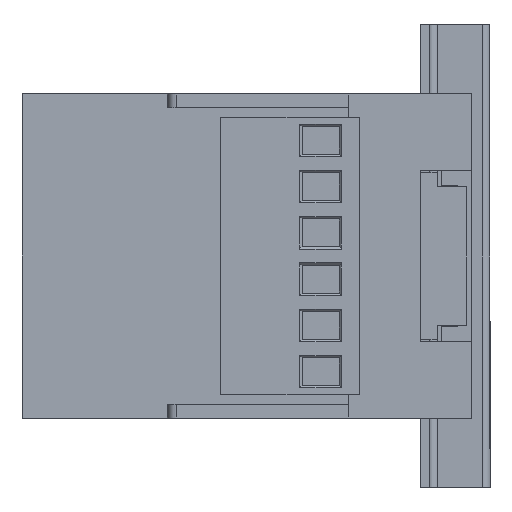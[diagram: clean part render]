
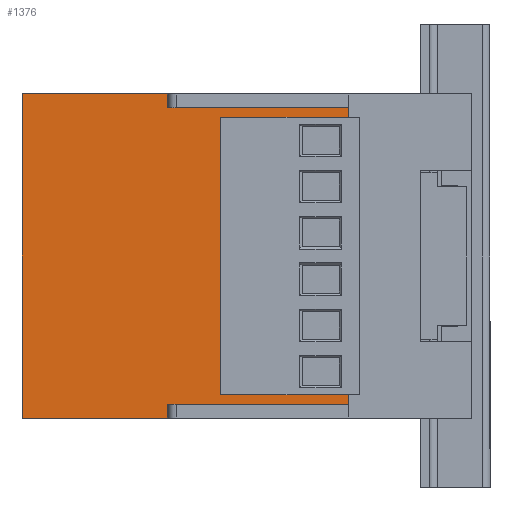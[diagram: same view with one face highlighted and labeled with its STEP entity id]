
A CAD part, left-side view. The second image highlights one B-rep face of the part: STEP entity #1376.
In plain terms, the highlighted face is planar.
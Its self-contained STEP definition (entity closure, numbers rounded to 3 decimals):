
#487 = DIRECTION ( 'NONE',  ( 0., 1., 0. ) ) ;
#680 = VECTOR ( 'NONE', #14963, 1000. ) ;
#1172 = VECTOR ( 'NONE', #487, 1000. ) ;
#1376 = ADVANCED_FACE ( 'NONE', ( #9408 ), #12836, .F. ) ;
#1560 = EDGE_CURVE ( 'NONE', #4605, #7543, #9965, .T. ) ;
#1662 = CARTESIAN_POINT ( 'NONE',  ( 40., 0., -16. ) ) ;
#2269 = CARTESIAN_POINT ( 'NONE',  ( 40., 19.6, 17.5 ) ) ;
#2314 = CARTESIAN_POINT ( 'NONE',  ( 40., 19.6, 17.5 ) ) ;
#2413 = CARTESIAN_POINT ( 'NONE',  ( 40., 19.6, -17.5 ) ) ;
#2644 = EDGE_CURVE ( 'NONE', #15088, #22568, #3143, .T. ) ;
#2870 = CARTESIAN_POINT ( 'NONE',  ( 40., -32.035, 16. ) ) ;
#2951 = DIRECTION ( 'NONE',  ( 0., 0., -1. ) ) ;
#3143 = LINE ( 'NONE', #7691, #1172 ) ;
#3487 = AXIS2_PLACEMENT_3D ( 'NONE', #12755, #9177, #20177 ) ;
#4046 = ORIENTED_EDGE ( 'NONE', *, *, #10074, .F. ) ;
#4356 = CARTESIAN_POINT ( 'NONE',  ( 40., 0., 16. ) ) ;
#4605 = VERTEX_POINT ( 'NONE', #4356 ) ;
#4724 = VECTOR ( 'NONE', #17773, 1000. ) ;
#5862 = EDGE_LOOP ( 'NONE', ( #4046, #10662, #12555, #9546, #18191, #7331, #17680, #20212 ) ) ;
#6044 = LINE ( 'NONE', #2413, #6602 ) ;
#6602 = VECTOR ( 'NONE', #9496, 1000. ) ;
#6804 = LINE ( 'NONE', #2269, #14740 ) ;
#6864 = CARTESIAN_POINT ( 'NONE',  ( 40., 19.6, -17.5 ) ) ;
#7331 = ORIENTED_EDGE ( 'NONE', *, *, #8405, .T. ) ;
#7543 = VERTEX_POINT ( 'NONE', #1662 ) ;
#7691 = CARTESIAN_POINT ( 'NONE',  ( 40., 19.6, 17.5 ) ) ;
#8405 = EDGE_CURVE ( 'NONE', #18996, #21909, #6044, .T. ) ;
#9177 = DIRECTION ( 'NONE',  ( -1., 0., 0. ) ) ;
#9408 = FACE_OUTER_BOUND ( 'NONE', #5862, .T. ) ;
#9496 = DIRECTION ( 'NONE',  ( 0., 1., 0. ) ) ;
#9546 = ORIENTED_EDGE ( 'NONE', *, *, #10947, .T. ) ;
#9597 = CARTESIAN_POINT ( 'NONE',  ( 40., 19.6, -16. ) ) ;
#9965 = LINE ( 'NONE', #17119, #18147 ) ;
#10074 = EDGE_CURVE ( 'NONE', #15074, #15088, #6804, .T. ) ;
#10340 = DIRECTION ( 'NONE',  ( 0., 1., 0. ) ) ;
#10662 = ORIENTED_EDGE ( 'NONE', *, *, #18312, .F. ) ;
#10947 = EDGE_CURVE ( 'NONE', #7543, #17559, #22594, .T. ) ;
#11394 = EDGE_CURVE ( 'NONE', #18996, #17559, #16861, .T. ) ;
#11663 = CARTESIAN_POINT ( 'NONE',  ( 40., 35.3, 17.5 ) ) ;
#12555 = ORIENTED_EDGE ( 'NONE', *, *, #1560, .T. ) ;
#12755 = CARTESIAN_POINT ( 'NONE',  ( 40., 19.6, 17.5 ) ) ;
#12836 = PLANE ( 'NONE',  #3487 ) ;
#14558 = EDGE_CURVE ( 'NONE', #21909, #22568, #22022, .T. ) ;
#14740 = VECTOR ( 'NONE', #20279, 1000. ) ;
#14836 = CARTESIAN_POINT ( 'NONE',  ( 40., 35.3, 17.5 ) ) ;
#14963 = DIRECTION ( 'NONE',  ( 0., 0., 1. ) ) ;
#15074 = VERTEX_POINT ( 'NONE', #18596 ) ;
#15088 = VERTEX_POINT ( 'NONE', #2314 ) ;
#15583 = VECTOR ( 'NONE', #21763, 1000. ) ;
#16308 = VECTOR ( 'NONE', #10340, 1000. ) ;
#16861 = LINE ( 'NONE', #17528, #4724 ) ;
#17119 = CARTESIAN_POINT ( 'NONE',  ( 40., 0., 16. ) ) ;
#17528 = CARTESIAN_POINT ( 'NONE',  ( 40., 19.6, 17.5 ) ) ;
#17559 = VERTEX_POINT ( 'NONE', #9597 ) ;
#17680 = ORIENTED_EDGE ( 'NONE', *, *, #14558, .T. ) ;
#17773 = DIRECTION ( 'NONE',  ( 0., 0., 1. ) ) ;
#18147 = VECTOR ( 'NONE', #2951, 1000. ) ;
#18191 = ORIENTED_EDGE ( 'NONE', *, *, #11394, .F. ) ;
#18312 = EDGE_CURVE ( 'NONE', #4605, #15074, #19945, .T. ) ;
#18596 = CARTESIAN_POINT ( 'NONE',  ( 40., 19.6, 16. ) ) ;
#18996 = VERTEX_POINT ( 'NONE', #6864 ) ;
#19856 = CARTESIAN_POINT ( 'NONE',  ( 40., 35.3, -17.5 ) ) ;
#19945 = LINE ( 'NONE', #2870, #16308 ) ;
#20177 = DIRECTION ( 'NONE',  ( 0., 0., 1. ) ) ;
#20212 = ORIENTED_EDGE ( 'NONE', *, *, #2644, .F. ) ;
#20279 = DIRECTION ( 'NONE',  ( 0., 0., 1. ) ) ;
#21763 = DIRECTION ( 'NONE',  ( 0., 1., 0. ) ) ;
#21909 = VERTEX_POINT ( 'NONE', #19856 ) ;
#22004 = CARTESIAN_POINT ( 'NONE',  ( 40., -32.035, -16. ) ) ;
#22022 = LINE ( 'NONE', #11663, #680 ) ;
#22568 = VERTEX_POINT ( 'NONE', #14836 ) ;
#22594 = LINE ( 'NONE', #22004, #15583 ) ;
